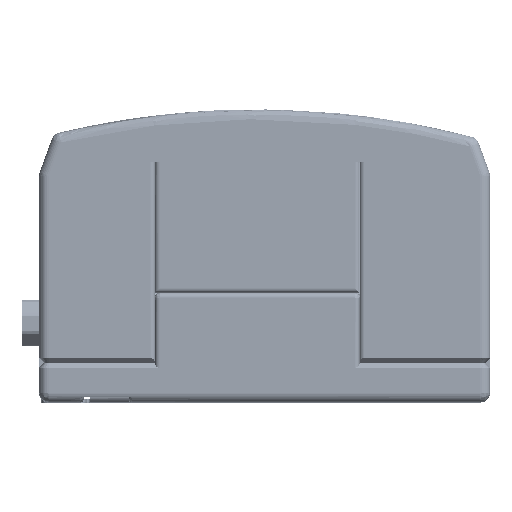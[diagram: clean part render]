
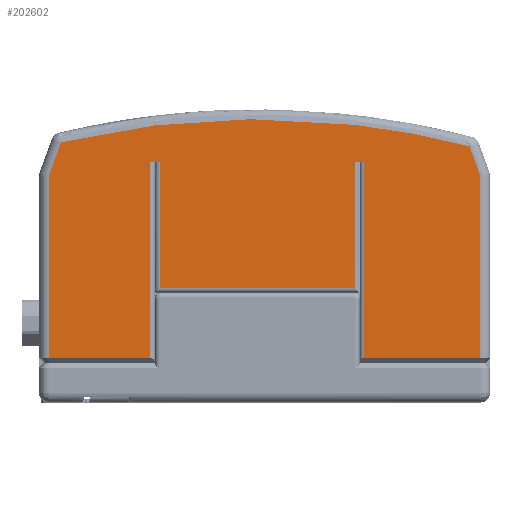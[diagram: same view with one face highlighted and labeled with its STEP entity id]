
A CAD part, left-side view. The second image highlights one B-rep face of the part: STEP entity #202602.
In plain terms, the highlighted planar face has unit normal (-1, 0, 0).
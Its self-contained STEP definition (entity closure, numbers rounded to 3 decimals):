
#5526 = DIRECTION ( 'NONE',  ( 0., 1., 0. ) ) ;
#7540 = VERTEX_POINT ( 'NONE', #359921 ) ;
#8844 = LINE ( 'NONE', #296252, #284201 ) ;
#9373 = CARTESIAN_POINT ( 'NONE',  ( -150., 177., -28.5 ) ) ;
#9629 = AXIS2_PLACEMENT_3D ( 'NONE', #258706, #79699, #323753 ) ;
#16138 = VECTOR ( 'NONE', #73593, 1000. ) ;
#16865 = ORIENTED_EDGE ( 'NONE', *, *, #253463, .F. ) ;
#17662 =( BOUNDED_CURVE ( )  B_SPLINE_CURVE ( 3, ( #63326, #161843, #413763, #252171 ),
 .UNSPECIFIED., .F., .F. ) 
 B_SPLINE_CURVE_WITH_KNOTS ( ( 4, 4 ),
 ( 0., 1. ),
 .UNSPECIFIED. ) 
 CURVE ( )  GEOMETRIC_REPRESENTATION_ITEM ( )  RATIONAL_B_SPLINE_CURVE ( ( 1., 0.98, 0.98, 1. ) ) 
 REPRESENTATION_ITEM ( '' )  );
#19415 = CARTESIAN_POINT ( 'NONE',  ( -150., -81.873, -28.5 ) ) ;
#22958 = ORIENTED_EDGE ( 'NONE', *, *, #31321, .F. ) ;
#24544 = ORIENTED_EDGE ( 'NONE', *, *, #303464, .F. ) ;
#30560 = VECTOR ( 'NONE', #169747, 1000. ) ;
#31321 = EDGE_CURVE ( 'NONE', #342481, #330331, #8844, .T. ) ;
#31746 = LINE ( 'NONE', #287693, #277915 ) ;
#34093 = CARTESIAN_POINT ( 'NONE',  ( -150., -168.221, 145.21 ) ) ;
#35318 = CARTESIAN_POINT ( 'NONE',  ( -150., 95.5, -28.5 ) ) ;
#37243 = DIRECTION ( 'NONE',  ( 0., 0., -1. ) ) ;
#42136 = CARTESIAN_POINT ( 'NONE',  ( -150., 95.5, -28.5 ) ) ;
#45427 = LINE ( 'NONE', #171306, #85789 ) ;
#51629 = DIRECTION ( 'NONE',  ( 0., -0.342, 0.94 ) ) ;
#52257 = LINE ( 'NONE', #375312, #272519 ) ;
#56876 = VERTEX_POINT ( 'NONE', #276293 ) ;
#63326 = CARTESIAN_POINT ( 'NONE',  ( -150., 167.021, 148.505 ) ) ;
#65118 = ORIENTED_EDGE ( 'NONE', *, *, #110771, .F. ) ;
#73593 = DIRECTION ( 'NONE',  ( 0., 1., 0. ) ) ;
#78447 = CARTESIAN_POINT ( 'NONE',  ( -150., 93.873, 63.695 ) ) ;
#79699 = DIRECTION ( 'NONE',  ( 1., 0., 0. ) ) ;
#85789 = VECTOR ( 'NONE', #51629, 1000. ) ;
#94909 = CARTESIAN_POINT ( 'NONE',  ( -150., 86.127, 132. ) ) ;
#100307 = ORIENTED_EDGE ( 'NONE', *, *, #325918, .F. ) ;
#107310 = VERTEX_POINT ( 'NONE', #358268 ) ;
#109960 = EDGE_CURVE ( 'NONE', #312909, #231945, #237206, .T. ) ;
#110771 = EDGE_CURVE ( 'NONE', #56876, #7540, #31746, .T. ) ;
#121495 = VERTEX_POINT ( 'NONE', #241516 ) ;
#121718 = CARTESIAN_POINT ( 'NONE',  ( -150., 6., 132. ) ) ;
#123401 = DIRECTION ( 'NONE',  ( 0., 0., 1. ) ) ;
#129712 = LINE ( 'NONE', #35318, #275629 ) ;
#130254 = DIRECTION ( 'NONE',  ( 0., 0., -1. ) ) ;
#137060 = VERTEX_POINT ( 'NONE', #386015 ) ;
#156641 = CARTESIAN_POINT ( 'NONE',  ( -150., 6., 132. ) ) ;
#159991 = LINE ( 'NONE', #34093, #357297 ) ;
#161843 = CARTESIAN_POINT ( 'NONE',  ( -150., 56.134, 175.036 ) ) ;
#162051 = DIRECTION ( 'NONE',  ( 0., -0.342, -0.94 ) ) ;
#162314 = ORIENTED_EDGE ( 'NONE', *, *, #275688, .F. ) ;
#166143 = CARTESIAN_POINT ( 'NONE',  ( -150., -168.221, 145.21 ) ) ;
#168258 = DIRECTION ( 'NONE',  ( 0., 0., 1. ) ) ;
#169747 = DIRECTION ( 'NONE',  ( 0., 1., 0. ) ) ;
#170218 = CARTESIAN_POINT ( 'NONE',  ( -150., 177., 121.089 ) ) ;
#171306 = CARTESIAN_POINT ( 'NONE',  ( -150., 177., 121.089 ) ) ;
#172299 = ORIENTED_EDGE ( 'NONE', *, *, #109960, .F. ) ;
#173015 = ORIENTED_EDGE ( 'NONE', *, *, #406577, .F. ) ;
#174911 = LINE ( 'NONE', #78447, #324023 ) ;
#194596 = VECTOR ( 'NONE', #312681, 1000. ) ;
#202602 = ADVANCED_FACE ( 'NONE', ( #262856 ), #325828, .F. ) ;
#206980 = CARTESIAN_POINT ( 'NONE',  ( -150., 167.021, 148.505 ) ) ;
#210816 = VERTEX_POINT ( 'NONE', #166143 ) ;
#212624 = EDGE_CURVE ( 'NONE', #223199, #259270, #52257, .T. ) ;
#219934 = CARTESIAN_POINT ( 'NONE',  ( -150., -81.873, 132. ) ) ;
#223199 = VERTEX_POINT ( 'NONE', #19415 ) ;
#226560 = CARTESIAN_POINT ( 'NONE',  ( -150., 6., 29. ) ) ;
#231945 = VERTEX_POINT ( 'NONE', #9373 ) ;
#236131 = EDGE_CURVE ( 'NONE', #137060, #121495, #284932, .T. ) ;
#237206 = LINE ( 'NONE', #42136, #16138 ) ;
#241516 = CARTESIAN_POINT ( 'NONE',  ( -150., -177., -28.5 ) ) ;
#243654 = EDGE_CURVE ( 'NONE', #121495, #223199, #129712, .T. ) ;
#247587 = VECTOR ( 'NONE', #5526, 1000. ) ;
#252171 = CARTESIAN_POINT ( 'NONE',  ( -150., -168.221, 145.21 ) ) ;
#253463 = EDGE_CURVE ( 'NONE', #278767, #210816, #17662, .T. ) ;
#258706 = CARTESIAN_POINT ( 'NONE',  ( -150., 6., 63.695 ) ) ;
#259270 = VERTEX_POINT ( 'NONE', #219934 ) ;
#260430 = CARTESIAN_POINT ( 'NONE',  ( -150., 177., 63.695 ) ) ;
#262127 = LINE ( 'NONE', #226560, #30560 ) ;
#262856 = FACE_OUTER_BOUND ( 'NONE', #374156, .T. ) ;
#264396 = VERTEX_POINT ( 'NONE', #170218 ) ;
#266827 = VECTOR ( 'NONE', #384341, 1000. ) ;
#267193 = EDGE_CURVE ( 'NONE', #231945, #264396, #293987, .T. ) ;
#272519 = VECTOR ( 'NONE', #123401, 1000. ) ;
#273037 = ORIENTED_EDGE ( 'NONE', *, *, #236131, .F. ) ;
#275629 = VECTOR ( 'NONE', #387842, 1000. ) ;
#275688 = EDGE_CURVE ( 'NONE', #330331, #107310, #286741, .T. ) ;
#276293 = CARTESIAN_POINT ( 'NONE',  ( -150., -74.127, 132. ) ) ;
#277915 = VECTOR ( 'NONE', #130254, 1000. ) ;
#277994 = EDGE_CURVE ( 'NONE', #259270, #56876, #415422, .T. ) ;
#278767 = VERTEX_POINT ( 'NONE', #206980 ) ;
#284201 = VECTOR ( 'NONE', #168258, 1000. ) ;
#284932 = LINE ( 'NONE', #412936, #384427 ) ;
#286741 = LINE ( 'NONE', #156641, #247587 ) ;
#287693 = CARTESIAN_POINT ( 'NONE',  ( -150., -74.127, 63.695 ) ) ;
#293987 = LINE ( 'NONE', #260430, #266827 ) ;
#296252 = CARTESIAN_POINT ( 'NONE',  ( -150., 86.127, 63.695 ) ) ;
#302878 = DIRECTION ( 'NONE',  ( 0., 0., -1. ) ) ;
#303464 = EDGE_CURVE ( 'NONE', #264396, #278767, #45427, .T. ) ;
#308683 = CARTESIAN_POINT ( 'NONE',  ( -150., 86.127, 29. ) ) ;
#312681 = DIRECTION ( 'NONE',  ( 0., 1., 0. ) ) ;
#312909 = VERTEX_POINT ( 'NONE', #341006 ) ;
#323753 = DIRECTION ( 'NONE',  ( 0., 1., 0. ) ) ;
#324023 = VECTOR ( 'NONE', #302878, 1000. ) ;
#325828 = PLANE ( 'NONE',  #9629 ) ;
#325918 = EDGE_CURVE ( 'NONE', #7540, #342481, #262127, .T. ) ;
#330331 = VERTEX_POINT ( 'NONE', #94909 ) ;
#341006 = CARTESIAN_POINT ( 'NONE',  ( -150., 93.873, -28.5 ) ) ;
#342481 = VERTEX_POINT ( 'NONE', #308683 ) ;
#343109 = ORIENTED_EDGE ( 'NONE', *, *, #277994, .F. ) ;
#357297 = VECTOR ( 'NONE', #162051, 1000. ) ;
#357804 = ORIENTED_EDGE ( 'NONE', *, *, #212624, .F. ) ;
#358268 = CARTESIAN_POINT ( 'NONE',  ( -150., 93.873, 132. ) ) ;
#359921 = CARTESIAN_POINT ( 'NONE',  ( -150., -74.127, 29. ) ) ;
#374156 = EDGE_LOOP ( 'NONE', ( #172299, #173015, #162314, #22958, #100307, #65118, #343109, #357804, #387638, #273037, #383533, #16865, #24544, #408446 ) ) ;
#375312 = CARTESIAN_POINT ( 'NONE',  ( -150., -81.873, -32.5 ) ) ;
#383533 = ORIENTED_EDGE ( 'NONE', *, *, #407451, .F. ) ;
#384341 = DIRECTION ( 'NONE',  ( 0., 0., 1. ) ) ;
#384427 = VECTOR ( 'NONE', #37243, 1000. ) ;
#386015 = CARTESIAN_POINT ( 'NONE',  ( -150., -177., 121.089 ) ) ;
#387638 = ORIENTED_EDGE ( 'NONE', *, *, #243654, .F. ) ;
#387842 = DIRECTION ( 'NONE',  ( 0., 1., 0. ) ) ;
#406577 = EDGE_CURVE ( 'NONE', #107310, #312909, #174911, .T. ) ;
#407451 = EDGE_CURVE ( 'NONE', #210816, #137060, #159991, .T. ) ;
#408446 = ORIENTED_EDGE ( 'NONE', *, *, #267193, .F. ) ;
#412936 = CARTESIAN_POINT ( 'NONE',  ( -150., -177., 63.695 ) ) ;
#413763 = CARTESIAN_POINT ( 'NONE',  ( -150., -57.877, 173.915 ) ) ;
#415422 = LINE ( 'NONE', #121718, #194596 ) ;
